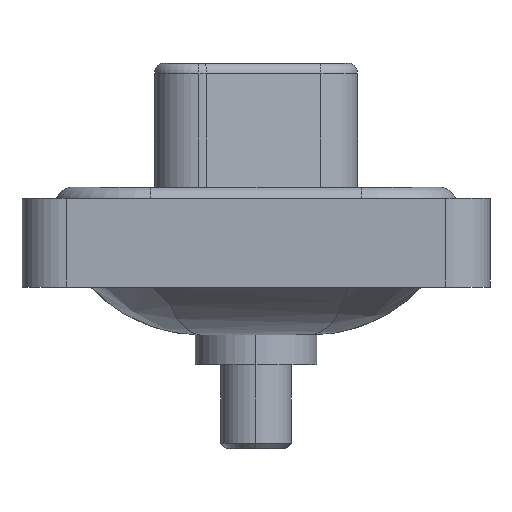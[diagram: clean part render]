
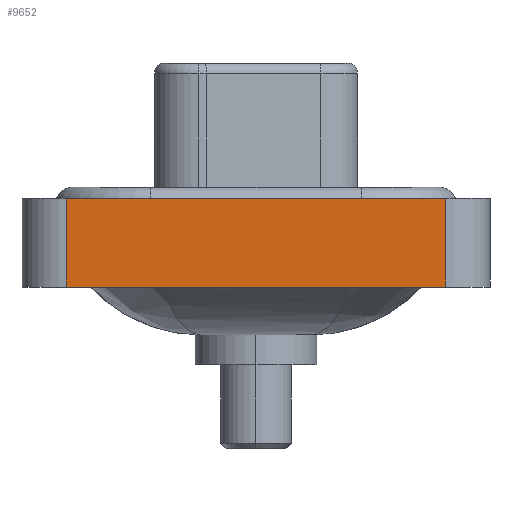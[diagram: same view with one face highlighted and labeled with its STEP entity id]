
A CAD part, left-side view. The second image highlights one B-rep face of the part: STEP entity #9652.
In plain terms, the highlighted planar face has unit normal (-1, 0, 0).
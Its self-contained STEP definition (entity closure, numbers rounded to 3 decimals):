
#1052 = DIRECTION ( 'NONE',  ( 0., -1., 0. ) ) ;
#1410 = EDGE_LOOP ( 'NONE', ( #7684, #11407, #11199, #12584 ) ) ;
#1702 = EDGE_CURVE ( 'NONE', #10789, #4879, #14290, .T. ) ;
#1858 = VERTEX_POINT ( 'NONE', #7827 ) ;
#2150 = VECTOR ( 'NONE', #4401, 1000. ) ;
#2215 = EDGE_CURVE ( 'NONE', #1858, #4489, #14888, .T. ) ;
#3438 = CARTESIAN_POINT ( 'NONE',  ( -7.25, -8.55, -3.6 ) ) ;
#3796 = AXIS2_PLACEMENT_3D ( 'NONE', #3438, #14333, #6420 ) ;
#3871 = LINE ( 'NONE', #7830, #8919 ) ;
#4401 = DIRECTION ( 'NONE',  ( 0., 0., 1. ) ) ;
#4489 = VERTEX_POINT ( 'NONE', #17549 ) ;
#4879 = VERTEX_POINT ( 'NONE', #10554 ) ;
#6420 = DIRECTION ( 'NONE',  ( 0., 0., 1. ) ) ;
#6704 = CARTESIAN_POINT ( 'NONE',  ( -7.25, -8.55, -3.6 ) ) ;
#7276 = LINE ( 'NONE', #11278, #2150 ) ;
#7363 = DIRECTION ( 'NONE',  ( 0., -1., 0. ) ) ;
#7684 = ORIENTED_EDGE ( 'NONE', *, *, #16400, .T. ) ;
#7827 = CARTESIAN_POINT ( 'NONE',  ( -7.25, 8.55, -3.6 ) ) ;
#7830 = CARTESIAN_POINT ( 'NONE',  ( -7.25, -8.55, -3.6 ) ) ;
#8408 = CARTESIAN_POINT ( 'NONE',  ( -7.25, 8.55, 0.4 ) ) ;
#8651 = VECTOR ( 'NONE', #1052, 1000. ) ;
#8919 = VECTOR ( 'NONE', #14669, 1000. ) ;
#9652 = ADVANCED_FACE ( 'NONE', ( #10232 ), #15665, .T. ) ;
#10232 = FACE_OUTER_BOUND ( 'NONE', #1410, .T. ) ;
#10554 = CARTESIAN_POINT ( 'NONE',  ( -7.25, -8.55, 0.4 ) ) ;
#10789 = VERTEX_POINT ( 'NONE', #8408 ) ;
#11199 = ORIENTED_EDGE ( 'NONE', *, *, #15559, .F. ) ;
#11278 = CARTESIAN_POINT ( 'NONE',  ( -7.25, 8.55, -3.6 ) ) ;
#11407 = ORIENTED_EDGE ( 'NONE', *, *, #1702, .F. ) ;
#11448 = CARTESIAN_POINT ( 'NONE',  ( -7.25, -8.55, 0.4 ) ) ;
#12584 = ORIENTED_EDGE ( 'NONE', *, *, #2215, .T. ) ;
#14290 = LINE ( 'NONE', #11448, #16896 ) ;
#14333 = DIRECTION ( 'NONE',  ( -1., 0., 0. ) ) ;
#14669 = DIRECTION ( 'NONE',  ( 0., 0., 1. ) ) ;
#14888 = LINE ( 'NONE', #6704, #8651 ) ;
#15559 = EDGE_CURVE ( 'NONE', #1858, #10789, #7276, .T. ) ;
#15665 = PLANE ( 'NONE',  #3796 ) ;
#16400 = EDGE_CURVE ( 'NONE', #4489, #4879, #3871, .T. ) ;
#16896 = VECTOR ( 'NONE', #7363, 1000. ) ;
#17549 = CARTESIAN_POINT ( 'NONE',  ( -7.25, -8.55, -3.6 ) ) ;
